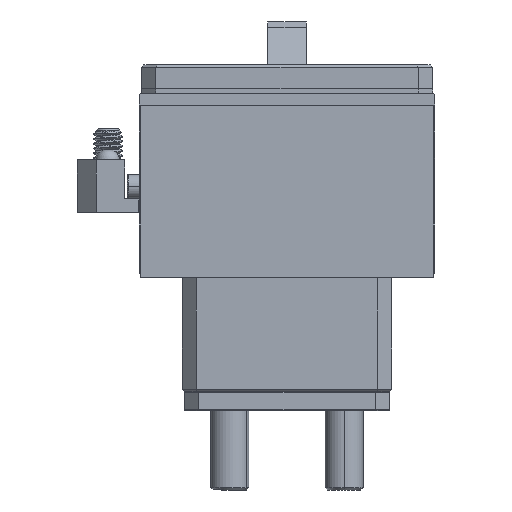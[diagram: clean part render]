
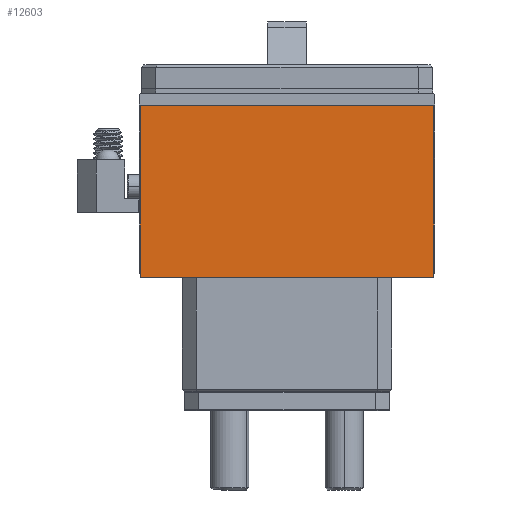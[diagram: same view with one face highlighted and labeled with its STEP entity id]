
A CAD part, left-side view. The second image highlights one B-rep face of the part: STEP entity #12603.
In plain terms, the highlighted planar face has unit normal (-1, 0, 0).
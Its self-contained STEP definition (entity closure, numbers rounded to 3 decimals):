
#138 = DIRECTION ( 'NONE',  ( 1., 0., 0. ) ) ;
#779 = CARTESIAN_POINT ( 'NONE',  ( 0., -30.75, 36. ) ) ;
#2341 = CARTESIAN_POINT ( 'NONE',  ( 0., -30.75, 0. ) ) ;
#2766 = VECTOR ( 'NONE', #5934, 1000. ) ;
#4061 = LINE ( 'NONE', #32952, #39921 ) ;
#4369 = EDGE_CURVE ( 'NONE', #31708, #19148, #50038, .T. ) ;
#5934 = DIRECTION ( 'NONE',  ( 0., 0., -1. ) ) ;
#9438 = LINE ( 'NONE', #26211, #2766 ) ;
#9934 = CARTESIAN_POINT ( 'NONE',  ( 0., 30.75, 0. ) ) ;
#10257 = VECTOR ( 'NONE', #49760, 1000. ) ;
#12066 = CARTESIAN_POINT ( 'NONE',  ( 0., 30.75, 36. ) ) ;
#12603 = ADVANCED_FACE ( 'NONE', ( #37900 ), #45242, .F. ) ;
#12604 = DIRECTION ( 'NONE',  ( 0., 0., -1. ) ) ;
#13348 = ORIENTED_EDGE ( 'NONE', *, *, #45315, .F. ) ;
#15871 = ORIENTED_EDGE ( 'NONE', *, *, #4369, .F. ) ;
#19148 = VERTEX_POINT ( 'NONE', #2341 ) ;
#20827 = AXIS2_PLACEMENT_3D ( 'NONE', #12066, #138, #12604 ) ;
#20990 = VERTEX_POINT ( 'NONE', #24428 ) ;
#24428 = CARTESIAN_POINT ( 'NONE',  ( 0., 30.75, 36. ) ) ;
#24793 = ORIENTED_EDGE ( 'NONE', *, *, #49526, .T. ) ;
#24855 = DIRECTION ( 'NONE',  ( 0., -1., 0. ) ) ;
#25087 = CARTESIAN_POINT ( 'NONE',  ( 0., 30.75, 0. ) ) ;
#26211 = CARTESIAN_POINT ( 'NONE',  ( 0., 30.75, 36. ) ) ;
#30181 = EDGE_LOOP ( 'NONE', ( #24793, #15871, #13348, #52189 ) ) ;
#31708 = VERTEX_POINT ( 'NONE', #779 ) ;
#32952 = CARTESIAN_POINT ( 'NONE',  ( 0., 30.75, 36. ) ) ;
#35733 = VECTOR ( 'NONE', #46088, 1000. ) ;
#37490 = EDGE_CURVE ( 'NONE', #20990, #47939, #9438, .T. ) ;
#37900 = FACE_OUTER_BOUND ( 'NONE', #30181, .T. ) ;
#39921 = VECTOR ( 'NONE', #24855, 1000. ) ;
#41700 = CARTESIAN_POINT ( 'NONE',  ( 0., -30.75, 36. ) ) ;
#45242 = PLANE ( 'NONE',  #20827 ) ;
#45315 = EDGE_CURVE ( 'NONE', #20990, #31708, #4061, .T. ) ;
#46088 = DIRECTION ( 'NONE',  ( 0., -1., 0. ) ) ;
#46879 = LINE ( 'NONE', #9934, #35733 ) ;
#47939 = VERTEX_POINT ( 'NONE', #25087 ) ;
#49526 = EDGE_CURVE ( 'NONE', #47939, #19148, #46879, .T. ) ;
#49760 = DIRECTION ( 'NONE',  ( 0., 0., -1. ) ) ;
#50038 = LINE ( 'NONE', #41700, #10257 ) ;
#52189 = ORIENTED_EDGE ( 'NONE', *, *, #37490, .T. ) ;
